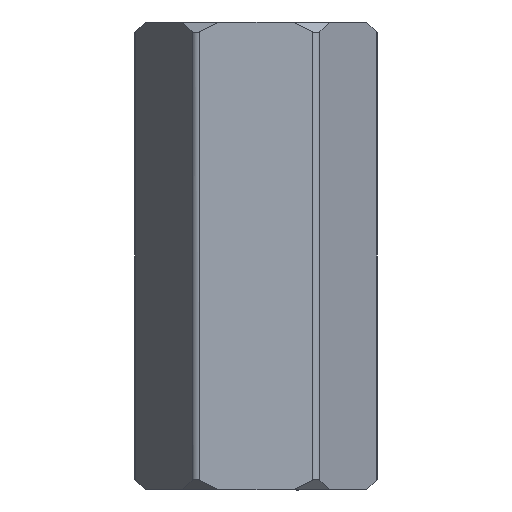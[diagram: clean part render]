
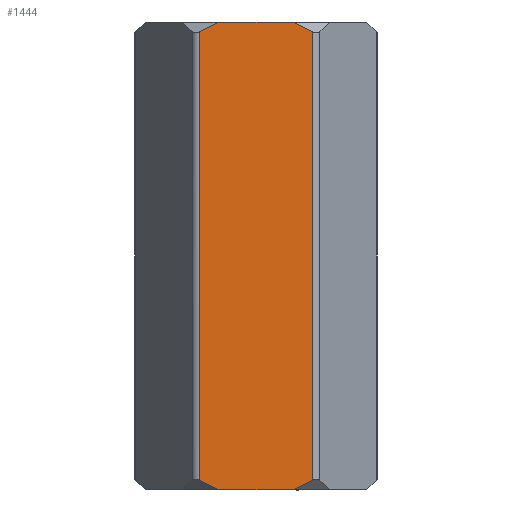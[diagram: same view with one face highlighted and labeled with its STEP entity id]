
A CAD part, front view. The second image highlights one B-rep face of the part: STEP entity #1444.
In plain terms, the highlighted planar face has unit normal (0, -1, 0).
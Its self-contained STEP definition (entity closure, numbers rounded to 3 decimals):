
#29=PLANE('',#1547);
#110=FACE_OUTER_BOUND('',#186,.T.);
#186=EDGE_LOOP('',(#1135,#1136,#1137,#1138,#1139,#1140,#1141,#1142));
#391=LINE('',#3552,#495);
#393=LINE('',#3558,#497);
#396=LINE('',#3564,#500);
#397=LINE('',#3566,#501);
#398=LINE('',#3568,#502);
#399=LINE('',#3570,#503);
#400=LINE('',#3572,#504);
#401=LINE('',#3573,#505);
#495=VECTOR('',#1781,10.);
#497=VECTOR('',#1787,10.);
#500=VECTOR('',#1792,10.);
#501=VECTOR('',#1793,10.);
#502=VECTOR('',#1794,10.);
#503=VECTOR('',#1795,10.);
#504=VECTOR('',#1796,10.);
#505=VECTOR('',#1797,10.);
#653=VERTEX_POINT('',#3549);
#654=VERTEX_POINT('',#3551);
#656=VERTEX_POINT('',#3557);
#658=VERTEX_POINT('',#3563);
#659=VERTEX_POINT('',#3565);
#660=VERTEX_POINT('',#3567);
#661=VERTEX_POINT('',#3569);
#662=VERTEX_POINT('',#3571);
#851=EDGE_CURVE('',#653,#654,#391,.T.);
#854=EDGE_CURVE('',#654,#656,#393,.T.);
#857=EDGE_CURVE('',#653,#658,#396,.T.);
#858=EDGE_CURVE('',#659,#658,#397,.T.);
#859=EDGE_CURVE('',#659,#660,#398,.T.);
#860=EDGE_CURVE('',#661,#660,#399,.T.);
#861=EDGE_CURVE('',#662,#661,#400,.T.);
#862=EDGE_CURVE('',#662,#656,#401,.T.);
#1135=ORIENTED_EDGE('',*,*,#851,.F.);
#1136=ORIENTED_EDGE('',*,*,#857,.T.);
#1137=ORIENTED_EDGE('',*,*,#858,.F.);
#1138=ORIENTED_EDGE('',*,*,#859,.T.);
#1139=ORIENTED_EDGE('',*,*,#860,.F.);
#1140=ORIENTED_EDGE('',*,*,#861,.F.);
#1141=ORIENTED_EDGE('',*,*,#862,.T.);
#1142=ORIENTED_EDGE('',*,*,#854,.F.);
#1444=ADVANCED_FACE('',(#110),#29,.T.);
#1547=AXIS2_PLACEMENT_3D('',#3562,#1790,#1791);
#1781=DIRECTION('',(0.,0.,-1.));
#1787=DIRECTION('',(-0.894,0.,-0.447));
#1790=DIRECTION('center_axis',(0.,-1.,0.));
#1791=DIRECTION('ref_axis',(1.,0.,0.));
#1792=DIRECTION('',(-0.894,0.,0.447));
#1793=DIRECTION('',(1.,0.,0.));
#1794=DIRECTION('',(-0.894,0.,-0.447));
#1795=DIRECTION('',(0.,0.,1.));
#1796=DIRECTION('',(-0.894,0.,0.447));
#1797=DIRECTION('',(1.,0.,0.));
#3549=CARTESIAN_POINT('',(1.328,-2.5,5.271));
#3551=CARTESIAN_POINT('',(1.328,-2.5,-5.271));
#3552=CARTESIAN_POINT('',(1.328,-2.5,0.));
#3557=CARTESIAN_POINT('',(0.87,-2.5,-5.5));
#3558=CARTESIAN_POINT('',(1.39,-2.5,-5.24));
#3562=CARTESIAN_POINT('Origin',(-1.443,-2.5,0.));
#3563=CARTESIAN_POINT('',(0.87,-2.5,5.5));
#3564=CARTESIAN_POINT('',(1.39,-2.5,5.24));
#3565=CARTESIAN_POINT('',(-0.87,-2.5,5.5));
#3566=CARTESIAN_POINT('',(-1.443,-2.5,5.5));
#3567=CARTESIAN_POINT('',(-1.328,-2.5,5.271));
#3568=CARTESIAN_POINT('',(-2.198,-2.5,4.836));
#3569=CARTESIAN_POINT('',(-1.328,-2.5,-5.271));
#3570=CARTESIAN_POINT('',(-1.328,-2.5,0.));
#3571=CARTESIAN_POINT('',(-0.87,-2.5,-5.5));
#3572=CARTESIAN_POINT('',(-2.198,-2.5,-4.836));
#3573=CARTESIAN_POINT('',(-1.443,-2.5,-5.5));
